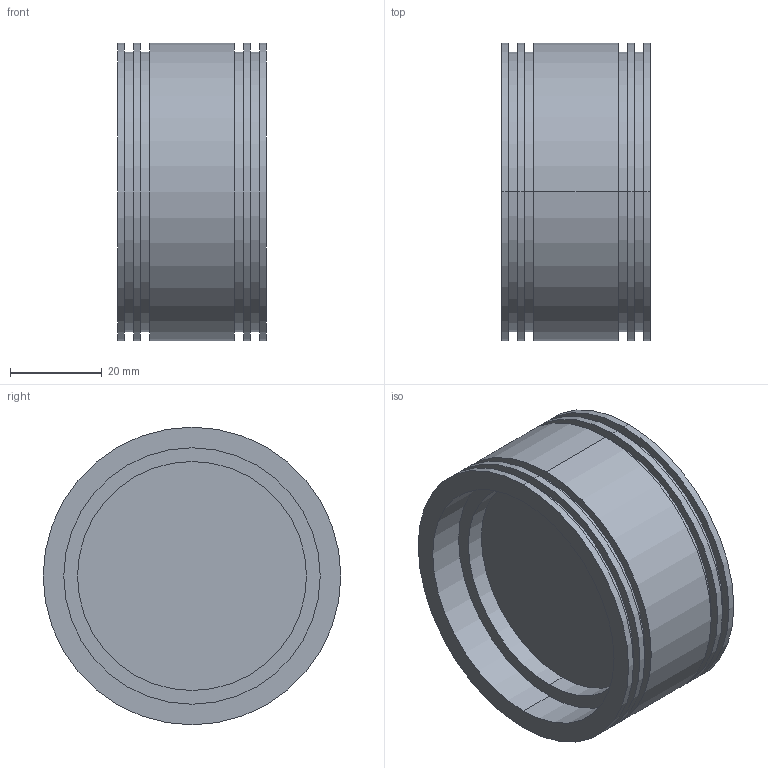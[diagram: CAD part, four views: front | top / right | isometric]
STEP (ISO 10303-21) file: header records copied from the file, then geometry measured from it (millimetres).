
FILE_DESCRIPTION (( 'STEP AP203' ), '1' );
FILE_NAME ('bouchon moteur pegaz.STEP', '2022-11-20T18:19:55', ( '' ), ( '' ), 'SwSTEP 2.0', 'SolidWorks 2022', '' );
FILE_SCHEMA (( 'CONFIG_CONTROL_DESIGN' ));
Length unit declared in the file: millimetre
Products named in the file (1): bouchon moteur pegaz
Bounding box: 32.5 x 65 x 65 mm (x, y, z)
Volume: 49562.2 mm3; surface area: 20410.9 mm2
Topology: 1 solids, 1 shells, 40 faces, 78 edges, 52 vertices
Faces by surface type: cylinder 26, plane 14
Entity records: 1131 total; most frequent: DIRECTION 212, CARTESIAN_POINT 171, ORIENTED_EDGE 156, AXIS2_PLACEMENT_3D 93, EDGE_CURVE 78, EDGE_LOOP 52, CIRCLE 52, VERTEX_POINT 52
